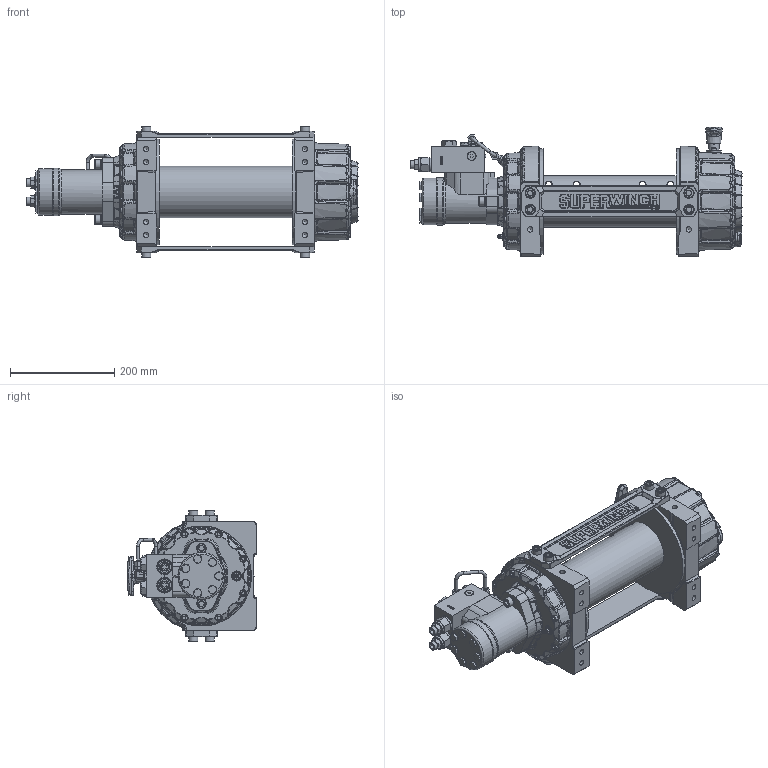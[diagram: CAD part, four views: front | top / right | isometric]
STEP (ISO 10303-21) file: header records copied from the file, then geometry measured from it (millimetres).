
FILE_DESCRIPTION(/* description */ (''),/* implementation_level */ '2;1');
FILE_NAME(/* name */ '649453_SI12000-Standard.stp',/* time_stamp */ '2023-06-12T08:57:05+02:00',/* author */ ('lang1ph'),/* organization */ (''),/* preprocessor_version */ 'ST-DEVELOPER v18.1',/* originating_system */ 'Autodesk Inventor 2022',/* authorisation */ '');
FILE_SCHEMA (('CONFIG_CONTROL_DESIGN'));
Products named in the file (1): 649453_SI12000-Standard
Bounding box: 637.75 x 249.12 x 251.55 mm (x, y, z)
Volume: 158.9 mm3; surface area: 697893 mm2
Topology: 3 solids, 81 shells, 5044 faces, 14374 edges, 9505 vertices
Faces by surface type: plane 1428, cylinder 1171, bspline 1166, cone 663, torus 430, sphere 186
Full cylindrical faces by diameter (mm): 0.737 x1, 1.299 x1, 1.595 x1, 2.95 x1, 5.334 x2, 5.6 x1, 6 x5, 6.35 x2, 6.75 x1, 6.8 x2, 7.2 x1, 7.507 x2, 8.5 x4, 9 x2, 9.246 x5, 10.2 x12, 11.113 x2, 12 x2, 12.5 x4, 13 x16, 13.5 x1, 14 x16, 15.7 x2, 16.002 x1, 16.281 x7, 16.51 x2, 17 x1, 18 x10, 20 x8, 20.25 x1
Entity records: 514944 total; most frequent: CARTESIAN_POINT 389398, ORIENTED_EDGE 28101, DIRECTION 21443, EDGE_CURVE 14324, VERTEX_POINT 9505, AXIS2_PLACEMENT_3D 8489, EDGE_LOOP 5347, FACE_OUTER_BOUND 5044
